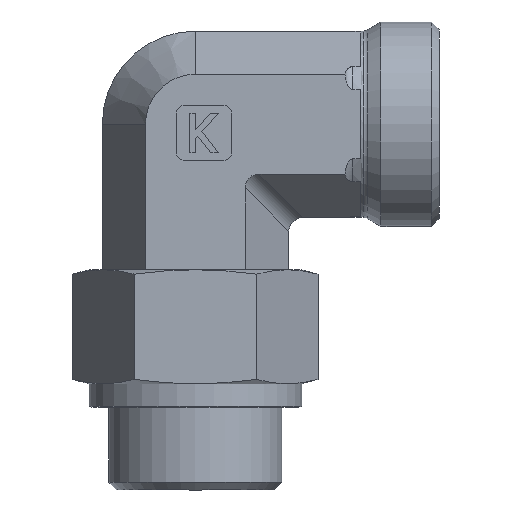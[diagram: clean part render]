
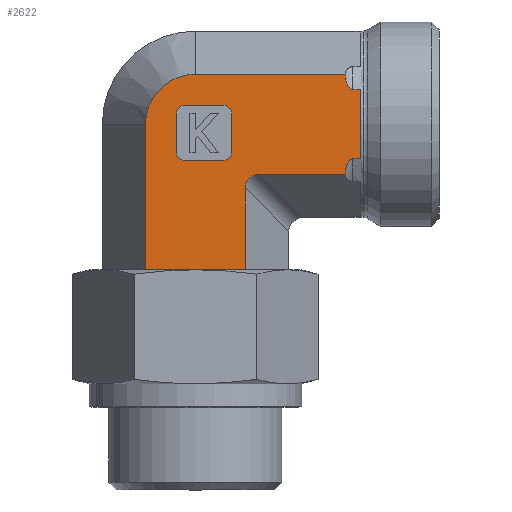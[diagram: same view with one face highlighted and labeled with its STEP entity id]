
A CAD part, left-side view. The second image highlights one B-rep face of the part: STEP entity #2622.
In plain terms, the highlighted planar face has unit normal (-1, 0, 0).
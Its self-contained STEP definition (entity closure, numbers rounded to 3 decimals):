
#393=CARTESIAN_POINT('',(-11.0,6.351,1.5));
#394=VERTEX_POINT('',#393);
#395=CARTESIAN_POINT('',(-11.,0.,1.5));
#396=VERTEX_POINT('',#395);
#397=CARTESIAN_POINT('',(-11.0,6.351,1.5));
#398=DIRECTION('',(0.0,-1.0,0.0));
#399=VECTOR('',#398,6.351);
#400=LINE('',#397,#399);
#401=EDGE_CURVE('',#394,#396,#400,.T.);
#424=CARTESIAN_POINT('',(-11.0,-6.351,1.5));
#425=VERTEX_POINT('',#424);
#434=CARTESIAN_POINT('',(-11.0,0.,1.5));
#435=DIRECTION('',(0.0,-1.0,0.0));
#436=VECTOR('',#435,6.351);
#437=LINE('',#434,#436);
#438=EDGE_CURVE('',#396,#425,#437,.T.);
#590=CARTESIAN_POINT('',(-11.0,-6.351,11.917));
#591=VERTEX_POINT('',#590);
#598=CARTESIAN_POINT('',(-11.0,-6.351,1.5));
#599=DIRECTION('',(0.0,0.0,1.0));
#600=VECTOR('',#599,10.417);
#601=LINE('',#598,#600);
#602=EDGE_CURVE('',#425,#591,#601,.T.);
#1063=CARTESIAN_POINT('',(-11.,-19.011,13.649));
#1064=VERTEX_POINT('',#1063);
#1065=CARTESIAN_POINT('',(-11.0,-20.0,15.593));
#1066=VERTEX_POINT('',#1065);
#1067=CARTESIAN_POINT('',(-11.0,-19.011,13.649));
#1068=CARTESIAN_POINT('',(-11.0,-19.048,14.144));
#1069=CARTESIAN_POINT('',(-11.0,-19.178,14.678));
#1070=CARTESIAN_POINT('',(-11.0,-19.486,15.236));
#1071=CARTESIAN_POINT('',(-11.0,-19.599,15.397));
#1072=CARTESIAN_POINT('',(-11.0,-19.771,15.525));
#1073=CARTESIAN_POINT('',(-11.0,-19.824,15.554));
#1074=CARTESIAN_POINT('',(-11.0,-19.91,15.584));
#1075=CARTESIAN_POINT('',(-11.0,-19.959,15.593));
#1076=CARTESIAN_POINT('',(-11.0,-20.0,15.593));
#1077=B_SPLINE_CURVE_WITH_KNOTS('',3,(#1067,#1068,#1069,#1070,#1071,#1072,#1073,#1074,#1075,#1076),.UNSPECIFIED.,.F.,.U.,(4,2,2,2,4),(0.239,0.381,0.43,0.445,0.457),.UNSPECIFIED.);
#1078=EDGE_CURVE('',#1064,#1066,#1077,.T.);
#1157=CARTESIAN_POINT('',(-11.0,-19.011,26.351));
#1158=VERTEX_POINT('',#1157);
#1174=CARTESIAN_POINT('',(-11.0,-20.0,24.407));
#1175=VERTEX_POINT('',#1174);
#1176=CARTESIAN_POINT('',(-11.0,-20.0,24.407));
#1177=CARTESIAN_POINT('',(-11.0,-19.959,24.407));
#1178=CARTESIAN_POINT('',(-11.0,-19.91,24.416));
#1179=CARTESIAN_POINT('',(-11.0,-19.824,24.446));
#1180=CARTESIAN_POINT('',(-11.0,-19.771,24.475));
#1181=CARTESIAN_POINT('',(-11.0,-19.599,24.603));
#1182=CARTESIAN_POINT('',(-11.0,-19.486,24.764));
#1183=CARTESIAN_POINT('',(-11.0,-19.178,25.322));
#1184=CARTESIAN_POINT('',(-11.0,-19.048,25.856));
#1185=CARTESIAN_POINT('',(-11.0,-19.011,26.351));
#1186=B_SPLINE_CURVE_WITH_KNOTS('',3,(#1176,#1177,#1178,#1179,#1180,#1181,#1182,#1183,#1184,#1185),.UNSPECIFIED.,.F.,.U.,(4,2,2,2,4),(0.457,0.47,0.485,0.534,0.676),.UNSPECIFIED.);
#1187=EDGE_CURVE('',#1175,#1158,#1186,.T.);
#1258=CARTESIAN_POINT('',(-11.,-21.0,24.407));
#1259=VERTEX_POINT('',#1258);
#1260=CARTESIAN_POINT('',(-11.0,-21.0,24.407));
#1261=DIRECTION('',(0.0,1.0,0.0));
#1262=VECTOR('',#1261,1.0);
#1263=LINE('',#1260,#1262);
#1264=EDGE_CURVE('',#1259,#1175,#1263,.T.);
#1266=CARTESIAN_POINT('',(-11.,-21.0,15.593));
#1267=VERTEX_POINT('',#1266);
#1275=CARTESIAN_POINT('',(-11.0,-20.0,15.593));
#1276=DIRECTION('',(0.0,-1.0,0.0));
#1277=VECTOR('',#1276,1.0);
#1278=LINE('',#1275,#1277);
#1279=EDGE_CURVE('',#1066,#1267,#1278,.T.);
#1616=CARTESIAN_POINT('',(-11.,-21.0,15.593));
#1617=DIRECTION('',(0.0,0.0,1.0));
#1618=VECTOR('',#1617,8.814);
#1619=LINE('',#1616,#1618);
#1620=EDGE_CURVE('',#1267,#1259,#1619,.T.);
#2063=CARTESIAN_POINT('',(-11.0,-4.6,21.4));
#2064=VERTEX_POINT('',#2063);
#2071=CARTESIAN_POINT('',(-11.0,-3.6,22.4));
#2072=VERTEX_POINT('',#2071);
#2073=CARTESIAN_POINT('',(-11.0,-3.6,21.4));
#2074=DIRECTION('',(-1.0,0.0,0.0));
#2075=DIRECTION('',(0.0,-0.707,0.707));
#2076=AXIS2_PLACEMENT_3D('',#2073,#2074,#2075);
#2077=CIRCLE('',#2076,1.0);
#2078=EDGE_CURVE('',#2064,#2072,#2077,.T.);
#2095=CARTESIAN_POINT('',(-11.0,1.4,22.4));
#2096=VERTEX_POINT('',#2095);
#2097=CARTESIAN_POINT('',(-11.0,1.4,22.4));
#2098=DIRECTION('',(0.0,-1.0,0.0));
#2099=VECTOR('',#2098,5.0);
#2100=LINE('',#2097,#2099);
#2101=EDGE_CURVE('',#2096,#2072,#2100,.T.);
#2136=CARTESIAN_POINT('',(-11.0,-3.6,15.4));
#2137=VERTEX_POINT('',#2136);
#2144=CARTESIAN_POINT('',(-11.0,-4.6,16.4));
#2145=VERTEX_POINT('',#2144);
#2146=CARTESIAN_POINT('',(-11.0,-3.6,16.4));
#2147=DIRECTION('',(-1.0,0.0,0.0));
#2148=DIRECTION('',(0.0,-0.707,-0.707));
#2149=AXIS2_PLACEMENT_3D('',#2146,#2147,#2148);
#2150=CIRCLE('',#2149,1.0);
#2151=EDGE_CURVE('',#2137,#2145,#2150,.T.);
#2175=CARTESIAN_POINT('',(-11.0,-4.6,21.4));
#2176=DIRECTION('',(0.0,0.0,-1.0));
#2177=VECTOR('',#2176,5.0);
#2178=LINE('',#2175,#2177);
#2179=EDGE_CURVE('',#2064,#2145,#2178,.T.);
#2200=CARTESIAN_POINT('',(-11.0,2.4,16.4));
#2201=VERTEX_POINT('',#2200);
#2208=CARTESIAN_POINT('',(-11.0,1.4,15.4));
#2209=VERTEX_POINT('',#2208);
#2210=CARTESIAN_POINT('',(-11.0,1.4,16.4));
#2211=DIRECTION('',(-1.0,0.0,0.0));
#2212=DIRECTION('',(0.0,0.707,-0.707));
#2213=AXIS2_PLACEMENT_3D('',#2210,#2211,#2212);
#2214=CIRCLE('',#2213,1.0);
#2215=EDGE_CURVE('',#2201,#2209,#2214,.T.);
#2239=CARTESIAN_POINT('',(-11.0,-3.6,15.4));
#2240=DIRECTION('',(0.0,1.0,0.0));
#2241=VECTOR('',#2240,5.);
#2242=LINE('',#2239,#2241);
#2243=EDGE_CURVE('',#2137,#2209,#2242,.T.);
#2263=CARTESIAN_POINT('',(-11.0,2.4,21.4));
#2264=VERTEX_POINT('',#2263);
#2265=CARTESIAN_POINT('',(-11.0,1.4,21.4));
#2266=DIRECTION('',(-1.0,0.0,0.0));
#2267=DIRECTION('',(0.0,0.707,0.707));
#2268=AXIS2_PLACEMENT_3D('',#2265,#2266,#2267);
#2269=CIRCLE('',#2268,1.0);
#2270=EDGE_CURVE('',#2096,#2264,#2269,.T.);
#2294=CARTESIAN_POINT('',(-11.0,2.4,16.4));
#2295=DIRECTION('',(0.0,0.0,1.0));
#2296=VECTOR('',#2295,5.0);
#2297=LINE('',#2294,#2296);
#2298=EDGE_CURVE('',#2201,#2264,#2297,.T.);
#2393=CARTESIAN_POINT('',(-11.,-8.083,13.649));
#2394=VERTEX_POINT('',#2393);
#2401=CARTESIAN_POINT('',(-11.0,-8.66,11.34));
#2402=DIRECTION('',(-1.0,0.0,0.0));
#2403=DIRECTION('',(0.0,0.707,0.707));
#2404=AXIS2_PLACEMENT_3D('',#2401,#2402,#2403);
#2405=ELLIPSE('',#2404,2.582,2.0);
#2406=EDGE_CURVE('',#2394,#591,#2405,.T.);
#2475=CARTESIAN_POINT('',(-11.0,6.351,20.0));
#2476=VERTEX_POINT('',#2475);
#2483=CARTESIAN_POINT('',(-11.0,0.,26.351));
#2484=VERTEX_POINT('',#2483);
#2485=CARTESIAN_POINT('',(-11.0,0.,20.0));
#2486=DIRECTION('',(-1.0,0.0,0.0));
#2487=DIRECTION('',(0.0,0.0,1.0));
#2488=AXIS2_PLACEMENT_3D('',#2485,#2486,#2487);
#2489=CIRCLE('',#2488,6.351);
#2490=EDGE_CURVE('',#2484,#2476,#2489,.T.);
#2508=CARTESIAN_POINT('',(-11.,-8.083,13.649));
#2509=DIRECTION('',(0.0,-1.0,0.0));
#2510=VECTOR('',#2509,10.928);
#2511=LINE('',#2508,#2510);
#2512=EDGE_CURVE('',#2394,#1064,#2511,.T.);
#2558=CARTESIAN_POINT('',(-11.0,0.,26.351));
#2559=DIRECTION('',(0.0,-1.0,0.0));
#2560=VECTOR('',#2559,19.011);
#2561=LINE('',#2558,#2560);
#2562=EDGE_CURVE('',#2484,#1158,#2561,.T.);
#2587=CARTESIAN_POINT('',(-11.0,-6.351,0.0));
#2588=DIRECTION('',(-1.0,0.0,0.0));
#2589=DIRECTION('',(0.0,0.0,1.0));
#2590=AXIS2_PLACEMENT_3D('',#2587,#2588,#2589);
#2591=PLANE('',#2590);
#2592=ORIENTED_EDGE('',*,*,#438,.T.);
#2593=ORIENTED_EDGE('',*,*,#602,.T.);
#2594=ORIENTED_EDGE('',*,*,#2406,.F.);
#2595=ORIENTED_EDGE('',*,*,#2512,.T.);
#2596=ORIENTED_EDGE('',*,*,#1078,.T.);
#2597=ORIENTED_EDGE('',*,*,#1279,.T.);
#2598=ORIENTED_EDGE('',*,*,#1620,.T.);
#2599=ORIENTED_EDGE('',*,*,#1264,.T.);
#2600=ORIENTED_EDGE('',*,*,#1187,.T.);
#2601=ORIENTED_EDGE('',*,*,#2562,.F.);
#2602=ORIENTED_EDGE('',*,*,#2490,.T.);
#2603=CARTESIAN_POINT('',(-11.0,6.351,1.5));
#2604=DIRECTION('',(0.0,0.0,1.0));
#2605=VECTOR('',#2604,18.5);
#2606=LINE('',#2603,#2605);
#2607=EDGE_CURVE('',#394,#2476,#2606,.T.);
#2608=ORIENTED_EDGE('',*,*,#2607,.F.);
#2609=ORIENTED_EDGE('',*,*,#401,.T.);
#2610=EDGE_LOOP('',(#2592,#2593,#2594,#2595,#2596,#2597,#2598,#2599,#2600,#2601,#2602,#2608,#2609));
#2611=FACE_OUTER_BOUND('',#2610,.T.);
#2612=ORIENTED_EDGE('',*,*,#2243,.T.);
#2613=ORIENTED_EDGE('',*,*,#2215,.F.);
#2614=ORIENTED_EDGE('',*,*,#2298,.T.);
#2615=ORIENTED_EDGE('',*,*,#2270,.F.);
#2616=ORIENTED_EDGE('',*,*,#2101,.T.);
#2617=ORIENTED_EDGE('',*,*,#2078,.F.);
#2618=ORIENTED_EDGE('',*,*,#2179,.T.);
#2619=ORIENTED_EDGE('',*,*,#2151,.F.);
#2620=EDGE_LOOP('',(#2612,#2613,#2614,#2615,#2616,#2617,#2618,#2619));
#2621=FACE_BOUND('',#2620,.T.);
#2622=ADVANCED_FACE('',(#2611,#2621),#2591,.T.);
